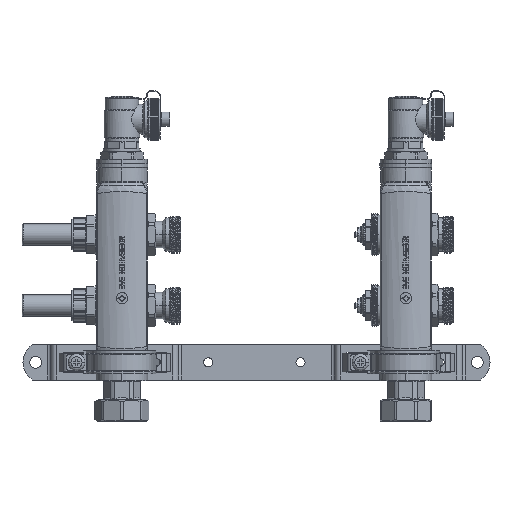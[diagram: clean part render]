
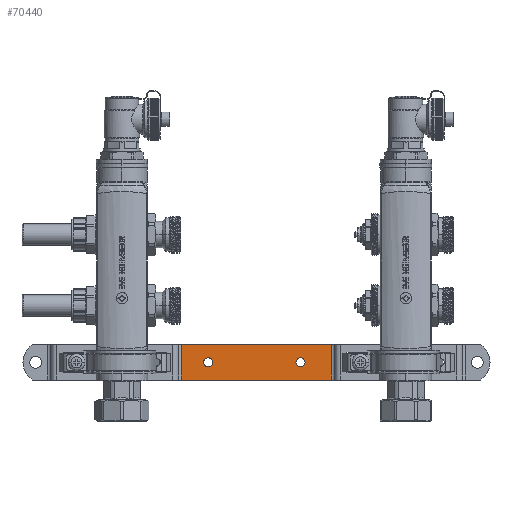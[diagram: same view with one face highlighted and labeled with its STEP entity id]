
A CAD part, left-side view. The second image highlights one B-rep face of the part: STEP entity #70440.
In plain terms, the highlighted planar face has unit normal (-1, 0, 0).
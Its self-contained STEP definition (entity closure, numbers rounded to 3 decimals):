
#11140=DIRECTION('',(0.,1.,0.));
#11141=VECTOR('',#11140,106.);
#11142=CARTESIAN_POINT('',(29.5,-147.8,-52.5));
#11143=LINE('',#11142,#11141);
#11265=DIRECTION('',(0.,0.,-1.));
#11266=VECTOR('',#11265,25.);
#11267=CARTESIAN_POINT('',(29.5,-147.8,-52.5));
#11268=LINE('',#11267,#11266);
#11269=DIRECTION('',(0.,0.,-1.));
#11270=VECTOR('',#11269,25.);
#11271=CARTESIAN_POINT('',(29.5,-41.8,-52.5));
#11272=LINE('',#11271,#11270);
#11273=CARTESIAN_POINT('',(29.5,-60.8,-65.));
#11274=DIRECTION('',(1.,0.,0.));
#11275=DIRECTION('',(0.,0.,-1.));
#11276=AXIS2_PLACEMENT_3D('',#11273,#11274,#11275);
#11278=CARTESIAN_POINT('',(29.5,-60.8,-65.));
#11279=DIRECTION('',(1.,0.,0.));
#11280=DIRECTION('',(0.,0.,1.));
#11281=AXIS2_PLACEMENT_3D('',#11278,#11279,#11280);
#11283=CARTESIAN_POINT('',(29.5,-125.8,-65.));
#11284=DIRECTION('',(1.,0.,0.));
#11285=DIRECTION('',(0.,0.,-1.));
#11286=AXIS2_PLACEMENT_3D('',#11283,#11284,#11285);
#11288=CARTESIAN_POINT('',(29.5,-125.8,-65.));
#11289=DIRECTION('',(1.,0.,0.));
#11290=DIRECTION('',(0.,0.,1.));
#11291=AXIS2_PLACEMENT_3D('',#11288,#11289,#11290);
#11337=DIRECTION('',(0.,1.,0.));
#11338=VECTOR('',#11337,106.);
#11339=CARTESIAN_POINT('',(29.5,-147.8,-77.5));
#11340=LINE('',#11339,#11338);
#50819=CARTESIAN_POINT('',(29.5,-147.8,-52.5));
#50820=CARTESIAN_POINT('',(29.5,-41.8,-52.5));
#50821=VERTEX_POINT('',#50819);
#50822=VERTEX_POINT('',#50820);
#50823=CARTESIAN_POINT('',(29.5,-147.8,-77.5));
#50824=CARTESIAN_POINT('',(29.5,-41.8,-77.5));
#50825=VERTEX_POINT('',#50823);
#50826=VERTEX_POINT('',#50824);
#51361=CARTESIAN_POINT('',(29.5,-60.8,-68.2));
#51362=VERTEX_POINT('',#51361);
#51363=CARTESIAN_POINT('',(29.5,-60.8,-61.8));
#51364=VERTEX_POINT('',#51363);
#51599=CARTESIAN_POINT('',(29.5,-125.8,-68.2));
#51600=CARTESIAN_POINT('',(29.5,-125.8,-61.8));
#51601=VERTEX_POINT('',#51599);
#51602=VERTEX_POINT('',#51600);
#70415=CARTESIAN_POINT('',(29.5,-149.8,-52.5));
#70416=DIRECTION('',(-1.,0.,0.));
#70417=DIRECTION('',(0.,1.,0.));
#70418=AXIS2_PLACEMENT_3D('',#70415,#70416,#70417);
#70419=PLANE('',#70418);
#70420=ORIENTED_EDGE('',*,*,#70235,.F.);
#70422=ORIENTED_EDGE('',*,*,#70421,.T.);
#70424=ORIENTED_EDGE('',*,*,#70423,.T.);
#70425=ORIENTED_EDGE('',*,*,#70407,.F.);
#70426=EDGE_LOOP('',(#70420,#70422,#70424,#70425));
#70427=FACE_OUTER_BOUND('',#70426,.F.);
#70429=ORIENTED_EDGE('',*,*,#70428,.F.);
#70431=ORIENTED_EDGE('',*,*,#70430,.F.);
#70432=EDGE_LOOP('',(#70429,#70431));
#70433=FACE_BOUND('',#70432,.F.);
#70435=ORIENTED_EDGE('',*,*,#70434,.F.);
#70437=ORIENTED_EDGE('',*,*,#70436,.F.);
#70438=EDGE_LOOP('',(#70435,#70437));
#70439=FACE_BOUND('',#70438,.F.);
#70440=ADVANCED_FACE('',(#70427,#70433,#70439),#70419,.T.);
#11277=CIRCLE('',#11276,3.2);
#11282=CIRCLE('',#11281,3.2);
#11287=CIRCLE('',#11286,3.2);
#11292=CIRCLE('',#11291,3.2);
#70235=EDGE_CURVE('',#50821,#50822,#11143,.T.);
#70407=EDGE_CURVE('',#50822,#50826,#11272,.T.);
#70421=EDGE_CURVE('',#50821,#50825,#11268,.T.);
#70423=EDGE_CURVE('',#50825,#50826,#11340,.T.);
#70428=EDGE_CURVE('',#51362,#51364,#11277,.T.);
#70430=EDGE_CURVE('',#51364,#51362,#11282,.T.);
#70434=EDGE_CURVE('',#51601,#51602,#11287,.T.);
#70436=EDGE_CURVE('',#51602,#51601,#11292,.T.);
